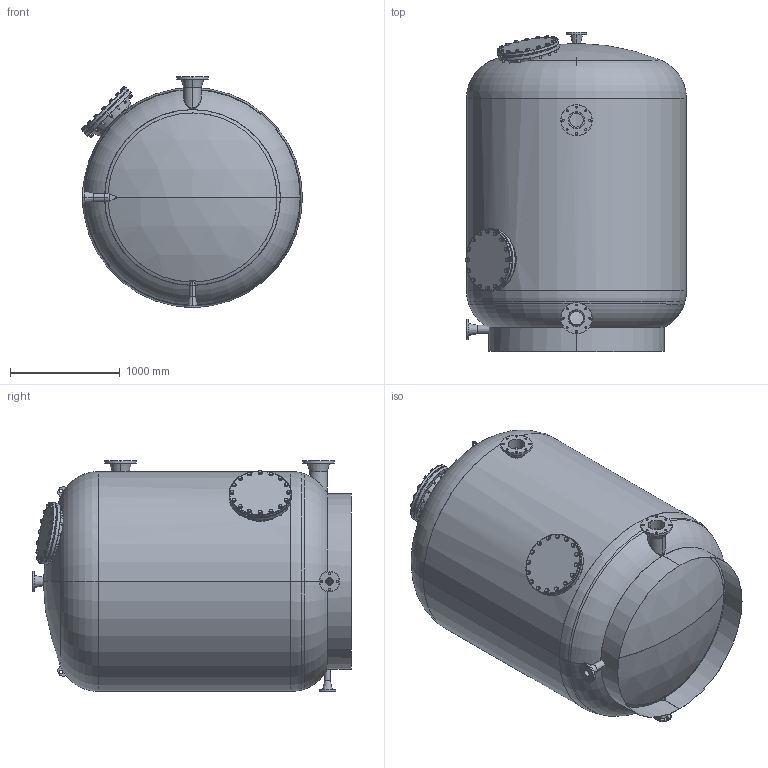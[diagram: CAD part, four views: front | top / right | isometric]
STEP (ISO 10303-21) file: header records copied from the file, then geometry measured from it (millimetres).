
FILE_DESCRIPTION (( 'STEP AP214' ), '1' );
FILE_NAME ('ind_mediterran_200_sb1500.STEP', '2020-12-03T12:38:35', ( '' ), ( '' ), 'SwSTEP 2.0', 'SolidWorks 2019', '' );
FILE_SCHEMA (( 'AUTOMOTIVE_DESIGN' ));
Length unit declared in the file: millimetre
Products named in the file (1): ind_mediterran_200_sb1500
Bounding box: 2008.83 x 2900 x 2100 mm (x, y, z)
Volume: 114859980.7 mm3; surface area: 51284805.7 mm2
Topology: 81 solids, 81 shells, 1249 faces, 2815 edges, 1757 vertices
Faces by surface type: cylinder 464, plane 404, cone 304, torus 53, bspline 16, sphere 8
Entity records: 55296 total; most frequent: CARTESIAN_POINT 12127, DIRECTION 6168, ORIENTED_EDGE 5614, EDGE_CURVE 2807, AXIS2_PLACEMENT_3D 2599, VERTEX_POINT 1753, EDGE_LOOP 1578, CIRCLE 1365
